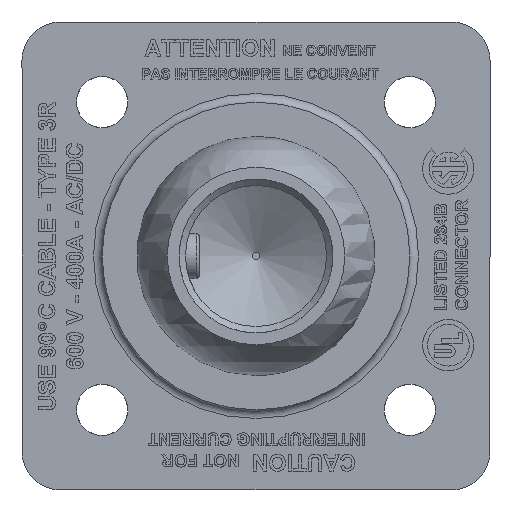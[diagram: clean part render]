
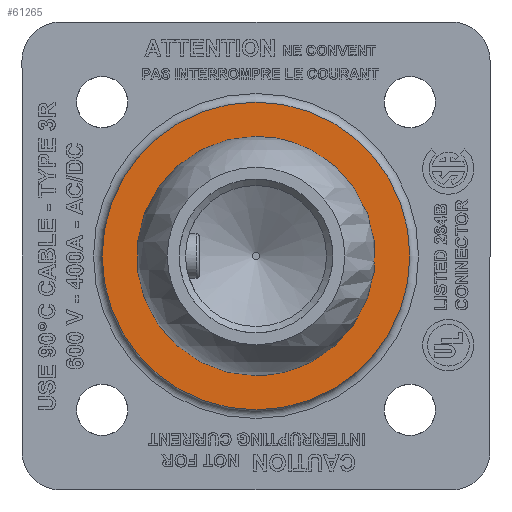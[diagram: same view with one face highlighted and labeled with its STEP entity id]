
A CAD part, left-side view. The second image highlights one B-rep face of the part: STEP entity #61265.
In plain terms, the highlighted planar face has unit normal (-1, 0, 0).
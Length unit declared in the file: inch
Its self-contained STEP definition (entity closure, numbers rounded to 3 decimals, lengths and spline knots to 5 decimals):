
#396 = EDGE_CURVE ( 'NONE', #72672, #72672, #57550, .T. ) ;
#8618 = EDGE_CURVE ( 'NONE', #86142, #86142, #8950, .T. ) ;
#8950 = CIRCLE ( 'NONE', #53992, 0.53398 ) ;
#11993 = CARTESIAN_POINT ( 'NONE',  ( -1.23898, 3.08693, -1.96702 ) ) ;
#13839 = CARTESIAN_POINT ( 'NONE',  ( -1.23898, 1.47133, -1.96702 ) ) ;
#16088 = AXIS2_PLACEMENT_3D ( 'NONE', #11993, #46101, #56098 ) ;
#16522 = DIRECTION ( 'NONE',  ( -1., 0., 0. ) ) ;
#19655 = FACE_BOUND ( 'NONE', #54134, .T. ) ;
#20823 = PLANE ( 'NONE',  #16088 ) ;
#34692 = CARTESIAN_POINT ( 'NONE',  ( -1.23898, 2.00531, -1.96702 ) ) ;
#37041 = DIRECTION ( 'NONE',  ( 0., -1., 0. ) ) ;
#40621 = AXIS2_PLACEMENT_3D ( 'NONE', #34692, #16522, #89964 ) ;
#46101 = DIRECTION ( 'NONE',  ( -1., 0., 0. ) ) ;
#53992 = AXIS2_PLACEMENT_3D ( 'NONE', #54695, #90581, #37041 ) ;
#54134 = EDGE_LOOP ( 'NONE', ( #93571 ) ) ;
#54695 = CARTESIAN_POINT ( 'NONE',  ( -1.23898, 2.00531, -1.96702 ) ) ;
#56098 = DIRECTION ( 'NONE',  ( 0., -1., 0. ) ) ;
#57550 = CIRCLE ( 'NONE', #40621, 0.75 ) ;
#61265 = ADVANCED_FACE ( 'NONE', ( #19655, #83731 ), #20823, .T. ) ;
#71771 = EDGE_LOOP ( 'NONE', ( #110201 ) ) ;
#72672 = VERTEX_POINT ( 'NONE', #77929 ) ;
#77929 = CARTESIAN_POINT ( 'NONE',  ( -1.23898, 1.25531, -1.96702 ) ) ;
#83731 = FACE_OUTER_BOUND ( 'NONE', #71771, .T. ) ;
#86142 = VERTEX_POINT ( 'NONE', #13839 ) ;
#89964 = DIRECTION ( 'NONE',  ( 0., -1., 0. ) ) ;
#90581 = DIRECTION ( 'NONE',  ( -1., 0., 0. ) ) ;
#93571 = ORIENTED_EDGE ( 'NONE', *, *, #8618, .F. ) ;
#110201 = ORIENTED_EDGE ( 'NONE', *, *, #396, .T. ) ;
